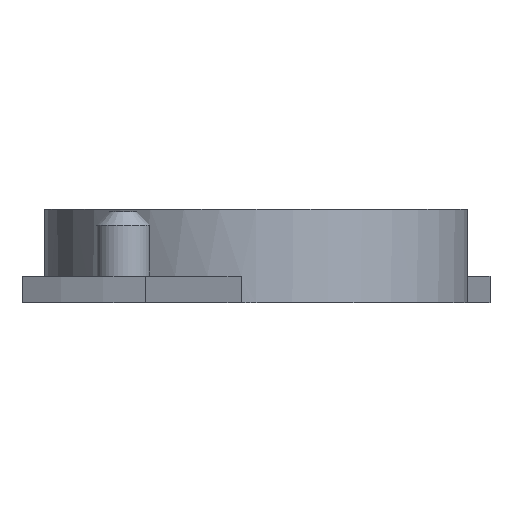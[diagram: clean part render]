
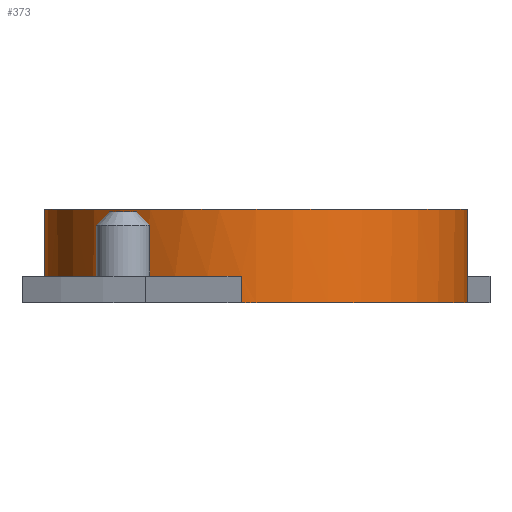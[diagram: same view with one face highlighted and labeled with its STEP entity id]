
A CAD part, left-side view. The second image highlights one B-rep face of the part: STEP entity #373.
In plain terms, the highlighted cylindrical face has radius 7.9 mm (diameter 15.8 mm), a full revolution.
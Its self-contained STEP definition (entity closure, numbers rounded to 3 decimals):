
#37=CYLINDRICAL_SURFACE('',#418,7.9);
#50=FACE_OUTER_BOUND('',#73,.T.);
#73=EDGE_LOOP('',(#292,#293,#294,#295,#296,#297,#298,#299,#300,#301,#302,
#303));
#93=LINE('',#587,#125);
#99=LINE('',#602,#131);
#100=LINE('',#609,#132);
#101=LINE('',#613,#133);
#102=LINE('',#617,#134);
#125=VECTOR('',#474,10.);
#131=VECTOR('',#488,10.);
#132=VECTOR('',#497,7.9);
#133=VECTOR('',#500,10.);
#134=VECTOR('',#503,10.);
#160=CIRCLE('',#417,7.9);
#161=CIRCLE('',#419,7.9);
#162=CIRCLE('',#420,7.9);
#163=CIRCLE('',#421,7.9);
#164=CIRCLE('',#422,7.9);
#165=CIRCLE('',#423,7.9);
#178=VERTEX_POINT('',#584);
#179=VERTEX_POINT('',#586);
#183=VERTEX_POINT('',#598);
#184=VERTEX_POINT('',#600);
#185=VERTEX_POINT('',#606);
#186=VERTEX_POINT('',#608);
#187=VERTEX_POINT('',#610);
#188=VERTEX_POINT('',#612);
#189=VERTEX_POINT('',#614);
#190=VERTEX_POINT('',#616);
#216=EDGE_CURVE('',#179,#178,#93,.T.);
#224=EDGE_CURVE('',#183,#184,#99,.T.);
#225=EDGE_CURVE('',#184,#179,#160,.T.);
#226=EDGE_CURVE('',#185,#185,#161,.T.);
#227=EDGE_CURVE('',#185,#186,#100,.T.);
#228=EDGE_CURVE('',#186,#187,#162,.T.);
#229=EDGE_CURVE('',#187,#188,#101,.T.);
#230=EDGE_CURVE('',#188,#189,#163,.T.);
#231=EDGE_CURVE('',#189,#190,#102,.T.);
#232=EDGE_CURVE('',#190,#183,#164,.T.);
#233=EDGE_CURVE('',#178,#186,#165,.T.);
#292=ORIENTED_EDGE('',*,*,#226,.F.);
#293=ORIENTED_EDGE('',*,*,#227,.T.);
#294=ORIENTED_EDGE('',*,*,#228,.T.);
#295=ORIENTED_EDGE('',*,*,#229,.T.);
#296=ORIENTED_EDGE('',*,*,#230,.T.);
#297=ORIENTED_EDGE('',*,*,#231,.T.);
#298=ORIENTED_EDGE('',*,*,#232,.T.);
#299=ORIENTED_EDGE('',*,*,#224,.T.);
#300=ORIENTED_EDGE('',*,*,#225,.T.);
#301=ORIENTED_EDGE('',*,*,#216,.T.);
#302=ORIENTED_EDGE('',*,*,#233,.T.);
#303=ORIENTED_EDGE('',*,*,#227,.F.);
#373=ADVANCED_FACE('',(#50),#37,.T.);
#417=AXIS2_PLACEMENT_3D('',#604,#491,#492);
#418=AXIS2_PLACEMENT_3D('',#605,#493,#494);
#419=AXIS2_PLACEMENT_3D('',#607,#495,#496);
#420=AXIS2_PLACEMENT_3D('',#611,#498,#499);
#421=AXIS2_PLACEMENT_3D('',#615,#501,#502);
#422=AXIS2_PLACEMENT_3D('',#618,#504,#505);
#423=AXIS2_PLACEMENT_3D('',#619,#506,#507);
#474=DIRECTION('',(0.,0.,-1.));
#488=DIRECTION('',(0.,0.,1.));
#491=DIRECTION('center_axis',(0.,0.,1.));
#492=DIRECTION('ref_axis',(1.,0.,0.));
#493=DIRECTION('center_axis',(0.,0.,1.));
#494=DIRECTION('ref_axis',(1.,0.,0.));
#495=DIRECTION('center_axis',(0.,0.,1.));
#496=DIRECTION('ref_axis',(1.,0.,0.));
#497=DIRECTION('',(0.,0.,-1.));
#498=DIRECTION('center_axis',(0.,0.,1.));
#499=DIRECTION('ref_axis',(1.,0.,0.));
#500=DIRECTION('',(0.,0.,1.));
#501=DIRECTION('center_axis',(0.,0.,1.));
#502=DIRECTION('ref_axis',(1.,0.,0.));
#503=DIRECTION('',(0.,0.,-1.));
#504=DIRECTION('center_axis',(0.,0.,1.));
#505=DIRECTION('ref_axis',(1.,0.,0.));
#506=DIRECTION('center_axis',(0.,0.,1.));
#507=DIRECTION('ref_axis',(1.,0.,0.));
#584=CARTESIAN_POINT('',(-7.88,0.558,0.));
#586=CARTESIAN_POINT('',(-7.88,0.558,1.));
#587=CARTESIAN_POINT('',(-7.88,0.558,0.));
#598=CARTESIAN_POINT('',(-5.967,5.178,0.));
#600=CARTESIAN_POINT('',(-5.967,5.178,1.));
#602=CARTESIAN_POINT('',(-5.967,5.178,0.));
#604=CARTESIAN_POINT('Origin',(0.,0.,1.));
#605=CARTESIAN_POINT('Origin',(0.,0.,0.));
#606=CARTESIAN_POINT('',(-7.9,0.,3.5));
#607=CARTESIAN_POINT('Origin',(0.,0.,3.5));
#608=CARTESIAN_POINT('',(-7.9,0.,0.));
#609=CARTESIAN_POINT('',(-7.9,0.,0.));
#610=CARTESIAN_POINT('',(5.967,-5.178,0.));
#611=CARTESIAN_POINT('Origin',(0.,0.,0.));
#612=CARTESIAN_POINT('',(5.967,-5.178,1.));
#613=CARTESIAN_POINT('',(5.967,-5.178,0.));
#614=CARTESIAN_POINT('',(7.88,-0.558,1.));
#615=CARTESIAN_POINT('Origin',(0.,0.,1.));
#616=CARTESIAN_POINT('',(7.88,-0.558,0.));
#617=CARTESIAN_POINT('',(7.88,-0.558,0.));
#618=CARTESIAN_POINT('Origin',(0.,0.,0.));
#619=CARTESIAN_POINT('Origin',(0.,0.,0.));
